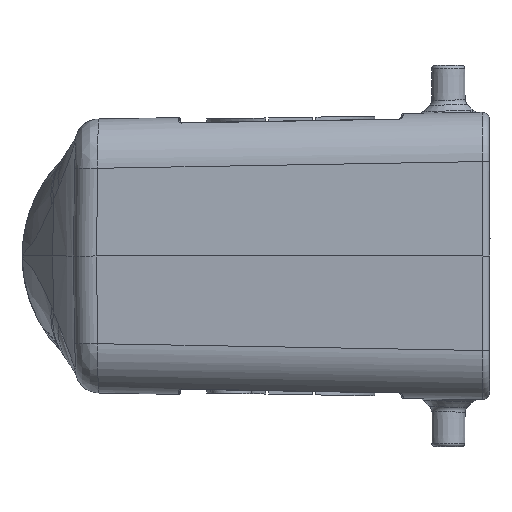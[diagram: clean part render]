
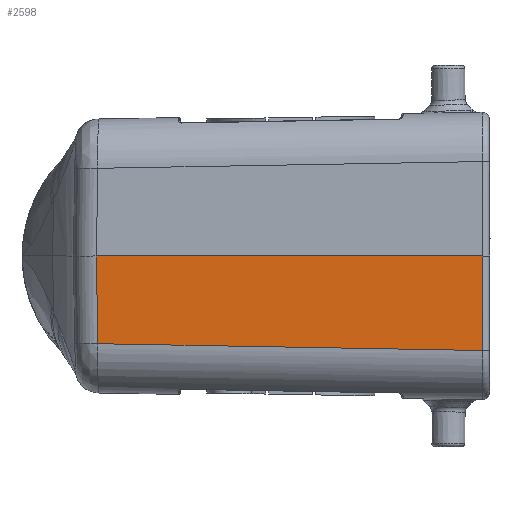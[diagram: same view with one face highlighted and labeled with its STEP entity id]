
A CAD part, left-side view. The second image highlights one B-rep face of the part: STEP entity #2598.
In plain terms, the highlighted planar face has unit normal (-1, 0.018, -0.017).
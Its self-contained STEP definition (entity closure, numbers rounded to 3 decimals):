
#674=PLANE('',#9395);
#920=LINE('',#12827,#1607);
#1319=LINE('',#18751,#2010);
#1320=LINE('',#18753,#2011);
#1321=LINE('',#18754,#2012);
#1607=VECTOR('',#10006,1.);
#2010=VECTOR('',#11327,1.);
#2011=VECTOR('',#11330,1.);
#2012=VECTOR('',#11331,1.);
#2598=ADVANCED_FACE('',(#3074),#674,.T.);
#3074=FACE_OUTER_BOUND('',#3664,.T.);
#3664=EDGE_LOOP('',(#6126,#6127,#6128,#6129));
#6126=ORIENTED_EDGE('',*,*,#7660,.F.);
#6127=ORIENTED_EDGE('',*,*,#8456,.T.);
#6128=ORIENTED_EDGE('',*,*,#8455,.T.);
#6129=ORIENTED_EDGE('',*,*,#8457,.T.);
#6570=VERTEX_POINT('',#11593);
#6783=VERTEX_POINT('',#12828);
#7205=VERTEX_POINT('',#17397);
#7284=VERTEX_POINT('',#18727);
#7660=EDGE_CURVE('',#6783,#6570,#920,.T.);
#8455=EDGE_CURVE('',#7205,#7284,#1319,.T.);
#8456=EDGE_CURVE('',#6783,#7205,#1320,.T.);
#8457=EDGE_CURVE('',#7284,#6570,#1321,.T.);
#9395=AXIS2_PLACEMENT_3D('',#18755,#11332,#11333);
#10006=DIRECTION('',(0.017,0.,-1.));
#11327=DIRECTION('',(0.017,-0.017,-1.));
#11330=DIRECTION('',(0.017,1.,0.));
#11331=DIRECTION('',(-0.017,-1.,-0.017));
#11332=DIRECTION('',(-1.,0.017,-0.017));
#11333=DIRECTION('',(-0.017,-1.,0.));
#11593=CARTESIAN_POINT('',(-59.739,70.817,-14.129));
#12827=CARTESIAN_POINT('',(-59.986,70.818,0.));
#12828=CARTESIAN_POINT('',(-59.986,70.818,0.));
#17397=CARTESIAN_POINT('',(-58.978,128.562,0.));
#18727=CARTESIAN_POINT('',(-58.753,128.333,-13.114));
#18751=CARTESIAN_POINT('',(-59.009,128.594,1.83));
#18753=CARTESIAN_POINT('',(-59.986,70.818,0.));
#18754=CARTESIAN_POINT('',(-59.748,70.291,-14.127));
#18755=CARTESIAN_POINT('',(-60.049,70.,2.835));
